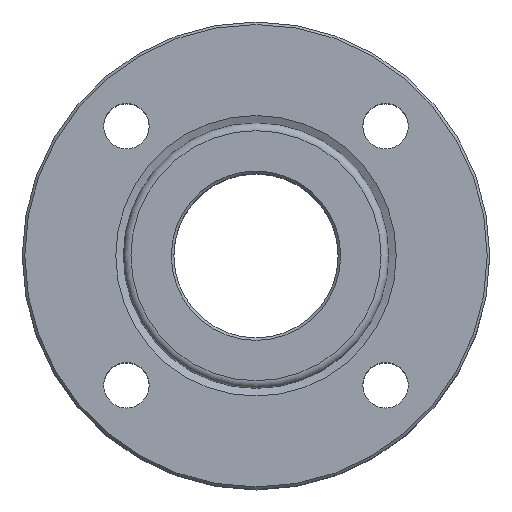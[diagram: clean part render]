
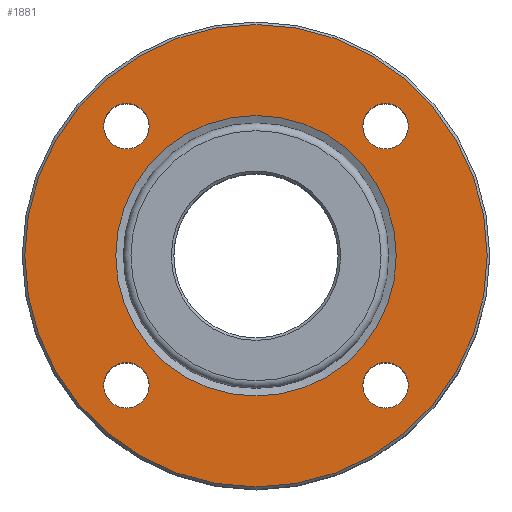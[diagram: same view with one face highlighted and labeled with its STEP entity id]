
A CAD part, top view. The second image highlights one B-rep face of the part: STEP entity #1881.
In plain terms, the highlighted planar face has unit normal (0, 0, 1).
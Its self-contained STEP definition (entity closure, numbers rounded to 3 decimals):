
#78=PLANE('',#2085);
#282=FACE_BOUND('',#497,.T.);
#283=FACE_BOUND('',#498,.T.);
#284=FACE_BOUND('',#499,.T.);
#285=FACE_BOUND('',#500,.T.);
#286=FACE_BOUND('',#501,.T.);
#377=FACE_OUTER_BOUND('',#496,.T.);
#496=EDGE_LOOP('',(#1637));
#497=EDGE_LOOP('',(#1638));
#498=EDGE_LOOP('',(#1639));
#499=EDGE_LOOP('',(#1640));
#500=EDGE_LOOP('',(#1641));
#501=EDGE_LOOP('',(#1642));
#680=CIRCLE('',#2084,91.5);
#681=CIRCLE('',#2086,9.);
#682=CIRCLE('',#2087,9.);
#683=CIRCLE('',#2088,9.);
#684=CIRCLE('',#2089,9.);
#685=CIRCLE('',#2090,55.5);
#867=VERTEX_POINT('',#4076);
#868=VERTEX_POINT('',#4080);
#869=VERTEX_POINT('',#4082);
#870=VERTEX_POINT('',#4084);
#871=VERTEX_POINT('',#4086);
#872=VERTEX_POINT('',#4088);
#1128=EDGE_CURVE('',#867,#867,#680,.T.);
#1129=EDGE_CURVE('',#868,#868,#681,.T.);
#1130=EDGE_CURVE('',#869,#869,#682,.T.);
#1131=EDGE_CURVE('',#870,#870,#683,.T.);
#1132=EDGE_CURVE('',#871,#871,#684,.T.);
#1133=EDGE_CURVE('',#872,#872,#685,.T.);
#1637=ORIENTED_EDGE('',*,*,#1128,.F.);
#1638=ORIENTED_EDGE('',*,*,#1129,.F.);
#1639=ORIENTED_EDGE('',*,*,#1130,.F.);
#1640=ORIENTED_EDGE('',*,*,#1131,.F.);
#1641=ORIENTED_EDGE('',*,*,#1132,.F.);
#1642=ORIENTED_EDGE('',*,*,#1133,.T.);
#1881=ADVANCED_FACE('',(#377,#282,#283,#284,#285,#286),#78,.F.);
#2084=AXIS2_PLACEMENT_3D('',#4078,#2520,#2521);
#2085=AXIS2_PLACEMENT_3D('',#4079,#2522,#2523);
#2086=AXIS2_PLACEMENT_3D('',#4081,#2524,#2525);
#2087=AXIS2_PLACEMENT_3D('',#4083,#2526,#2527);
#2088=AXIS2_PLACEMENT_3D('',#4085,#2528,#2529);
#2089=AXIS2_PLACEMENT_3D('',#4087,#2530,#2531);
#2090=AXIS2_PLACEMENT_3D('',#4089,#2532,#2533);
#2520=DIRECTION('center_axis',(0.,0.,-1.));
#2521=DIRECTION('ref_axis',(1.,0.,0.));
#2522=DIRECTION('center_axis',(0.,0.,-1.));
#2523=DIRECTION('ref_axis',(-1.,0.,0.));
#2524=DIRECTION('center_axis',(0.,0.,1.));
#2525=DIRECTION('ref_axis',(1.,0.,0.));
#2526=DIRECTION('center_axis',(0.,0.,1.));
#2527=DIRECTION('ref_axis',(1.,0.,0.));
#2528=DIRECTION('center_axis',(0.,0.,1.));
#2529=DIRECTION('ref_axis',(1.,0.,0.));
#2530=DIRECTION('center_axis',(0.,0.,1.));
#2531=DIRECTION('ref_axis',(1.,0.,0.));
#2532=DIRECTION('center_axis',(0.,0.,-1.));
#2533=DIRECTION('ref_axis',(0.,1.,0.));
#4076=CARTESIAN_POINT('',(-91.5,0.,58.5));
#4078=CARTESIAN_POINT('Origin',(0.,0.,58.5));
#4079=CARTESIAN_POINT('Origin',(0.,0.,58.5));
#4080=CARTESIAN_POINT('',(-60.265,51.265,58.5));
#4081=CARTESIAN_POINT('Origin',(-51.265,51.265,58.5));
#4082=CARTESIAN_POINT('',(-60.265,-51.265,58.5));
#4083=CARTESIAN_POINT('Origin',(-51.265,-51.265,58.5));
#4084=CARTESIAN_POINT('',(42.265,-51.265,58.5));
#4085=CARTESIAN_POINT('Origin',(51.265,-51.265,58.5));
#4086=CARTESIAN_POINT('',(42.265,51.265,58.5));
#4087=CARTESIAN_POINT('Origin',(51.265,51.265,58.5));
#4088=CARTESIAN_POINT('',(0.,-55.5,58.5));
#4089=CARTESIAN_POINT('Origin',(0.,0.,58.5));
